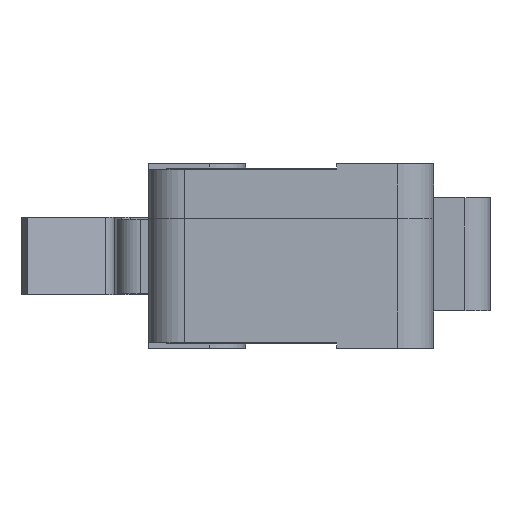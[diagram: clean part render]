
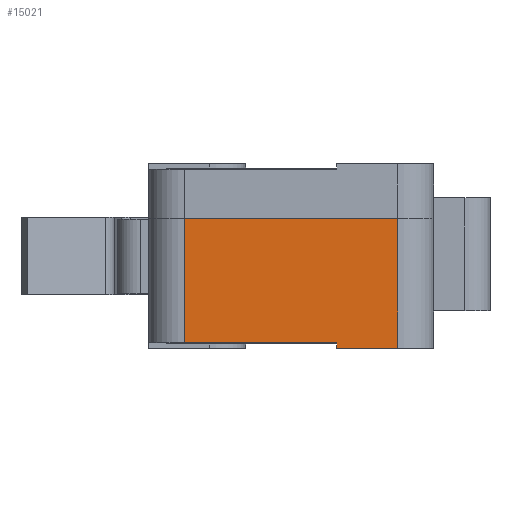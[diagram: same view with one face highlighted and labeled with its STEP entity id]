
A CAD part, left-side view. The second image highlights one B-rep face of the part: STEP entity #15021.
In plain terms, the highlighted planar face has unit normal (-1, 0, 0).
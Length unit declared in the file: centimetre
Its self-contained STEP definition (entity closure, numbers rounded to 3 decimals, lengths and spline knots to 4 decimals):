
#1547=FACE_OUTER_BOUND('',#2401,.T.);
#2401=EDGE_LOOP('',(#13687,#13688,#13689,#13690,#13691,#13692));
#3669=LINE('',#24377,#5305);
#4133=LINE('',#27214,#5769);
#4136=LINE('',#27222,#5772);
#4140=LINE('',#27233,#5776);
#4143=LINE('',#27239,#5779);
#4154=LINE('',#27268,#5790);
#5305=VECTOR('',#17669,1.);
#5769=VECTOR('',#18687,1.);
#5772=VECTOR('',#18694,1.);
#5776=VECTOR('',#18710,1.);
#5779=VECTOR('',#18719,1.);
#5790=VECTOR('',#18756,1.);
#6922=VERTEX_POINT('',#24367);
#6924=VERTEX_POINT('',#24376);
#7210=VERTEX_POINT('',#27210);
#7211=VERTEX_POINT('',#27212);
#7214=VERTEX_POINT('',#27221);
#7215=VERTEX_POINT('',#27231);
#8742=EDGE_CURVE('',#6924,#6922,#3669,.T.);
#9356=EDGE_CURVE('',#7210,#7211,#4133,.T.);
#9360=EDGE_CURVE('',#7214,#7210,#4136,.T.);
#9366=EDGE_CURVE('',#7215,#7211,#4140,.T.);
#9369=EDGE_CURVE('',#7214,#6922,#4143,.T.);
#9382=EDGE_CURVE('',#7215,#6924,#4154,.T.);
#13687=ORIENTED_EDGE('',*,*,#8742,.T.);
#13688=ORIENTED_EDGE('',*,*,#9369,.F.);
#13689=ORIENTED_EDGE('',*,*,#9360,.T.);
#13690=ORIENTED_EDGE('',*,*,#9356,.T.);
#13691=ORIENTED_EDGE('',*,*,#9366,.F.);
#13692=ORIENTED_EDGE('',*,*,#9382,.T.);
#14233=PLANE('',#15731);
#15021=ADVANCED_FACE('',(#1547),#14233,.T.);
#15731=AXIS2_PLACEMENT_3D('',#27267,#18754,#18755);
#17669=DIRECTION('',(0.,1.,0.));
#18687=DIRECTION('',(0.,0.,-1.));
#18694=DIRECTION('',(0.,-1.,0.));
#18710=DIRECTION('',(0.,1.,0.));
#18719=DIRECTION('',(0.,0.,1.));
#18754=DIRECTION('center_axis',(-1.,0.,0.));
#18755=DIRECTION('ref_axis',(0.,0.,1.));
#18756=DIRECTION('',(0.,0.,1.));
#24367=CARTESIAN_POINT('',(-2.89,0.6425,0.725));
#24376=CARTESIAN_POINT('',(-2.89,-0.5475,0.725));
#24377=CARTESIAN_POINT('',(-2.89,0.1475,0.725));
#27210=CARTESIAN_POINT('',(-2.89,-0.2075,0.03));
#27212=CARTESIAN_POINT('',(-2.89,-0.2075,0.));
#27214=CARTESIAN_POINT('',(-2.89,-0.2075,0.));
#27221=CARTESIAN_POINT('',(-2.89,0.6425,0.03));
#27222=CARTESIAN_POINT('',(-2.89,-0.246,0.03));
#27231=CARTESIAN_POINT('',(-2.89,-0.5475,0.));
#27233=CARTESIAN_POINT('',(-2.89,-0.5475,0.));
#27239=CARTESIAN_POINT('',(-2.89,0.6425,0.));
#27267=CARTESIAN_POINT('Origin',(-2.89,-0.5475,0.));
#27268=CARTESIAN_POINT('',(-2.89,-0.5475,0.));
